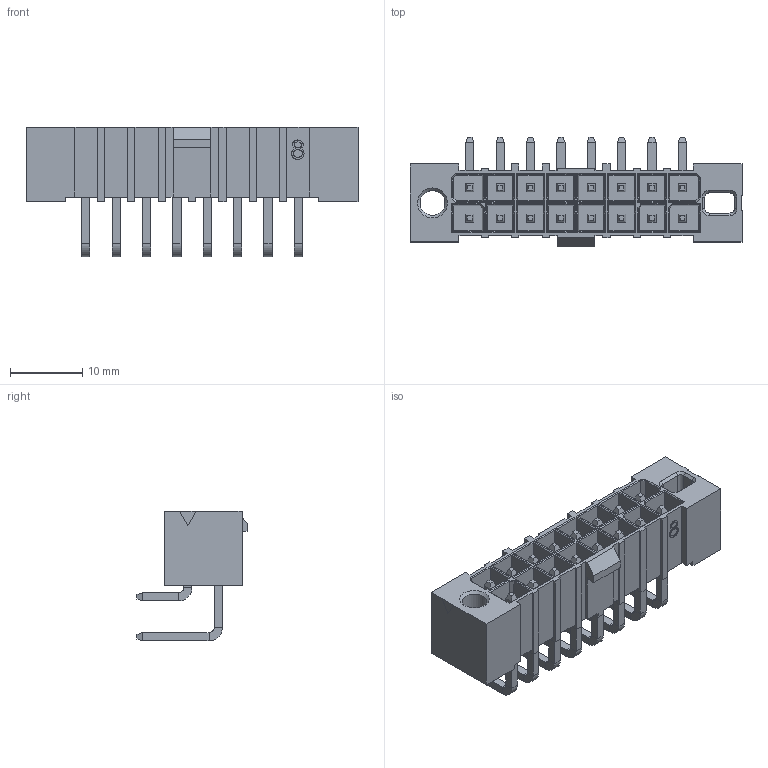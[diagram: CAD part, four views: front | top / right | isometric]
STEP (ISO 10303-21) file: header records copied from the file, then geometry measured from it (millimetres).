
FILE_DESCRIPTION( ('This file contains a STEP AP42 implementation' ,'as created by ZW3D STEP Interface translator.') ,'2;1' );
FILE_NAME( 'WF41901D-2WR08XXB01.stp' ,'24 1 8.174910', (''), ('ZWCAD Software Co.'), 'Version 1.0', 'ZW3D to STEP translator', '' );
FILE_SCHEMA(('AUTOMOTIVE_DESIGN { 1 0 10303 214 1 1 1 1 }'));
Length unit declared in the file: millimetre
Products named in the file (2): 0; WF41901D-2WR08XXB01
Bounding box: 45.81 x 15.19 x 17.9 mm (x, y, z)
Volume: 2599.9 mm3; surface area: 6244.5 mm2
Topology: 1 solids, 1 shells, 1167 faces, 2896 edges, 1819 vertices
Faces by surface type: plane 1055, cylinder 59, bspline 48, cone 5
Full cylindrical faces by diameter (mm): 3.43 x1
Entity records: 34923 total; most frequent: CARTESIAN_POINT 6265, ORIENTED_EDGE 5792, DIRECTION 5219, EDGE_CURVE 2896, VECTOR 2733, LINE 2733, VERTEX_POINT 1819, EDGE_LOOP 1259
